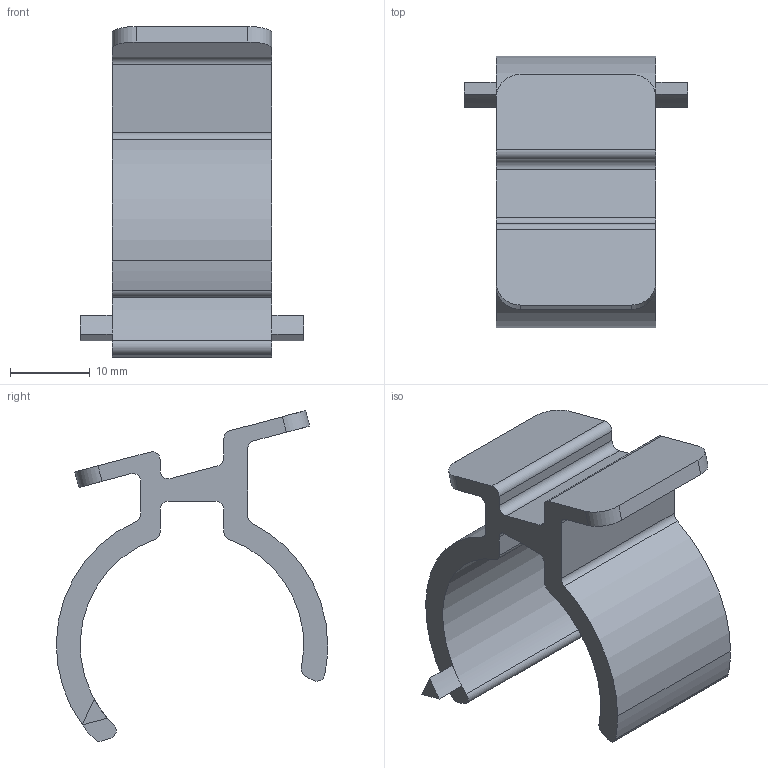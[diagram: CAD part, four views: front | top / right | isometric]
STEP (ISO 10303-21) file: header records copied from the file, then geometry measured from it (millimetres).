
FILE_DESCRIPTION((''),'2;1');
FILE_NAME('86314- poprawione.stp','2020-07-29T14:30:53',('trakoczy'),(''),'Autodesk Inventor 2013','Autodesk Inventor 2013','');
FILE_SCHEMA(('AUTOMOTIVE_DESIGN { 1 0 10303 214 1 1 1 1 }'));
Length unit declared in the file: millimetre
Products named in the file (1): 86314
Bounding box: 28 x 34 x 41.44 mm (x, y, z)
Volume: 5761.1 mm3; surface area: 4650.4 mm2
Topology: 1 solids, 1 shells, 55 faces, 149 edges, 96 vertices
Faces by surface type: plane 28, cylinder 27
Entity records: 1771 total; most frequent: DIRECTION 323, CARTESIAN_POINT 301, ORIENTED_EDGE 298, EDGE_CURVE 149, AXIS2_PLACEMENT_3D 118, VERTEX_POINT 96, VECTOR 87, LINE 87
